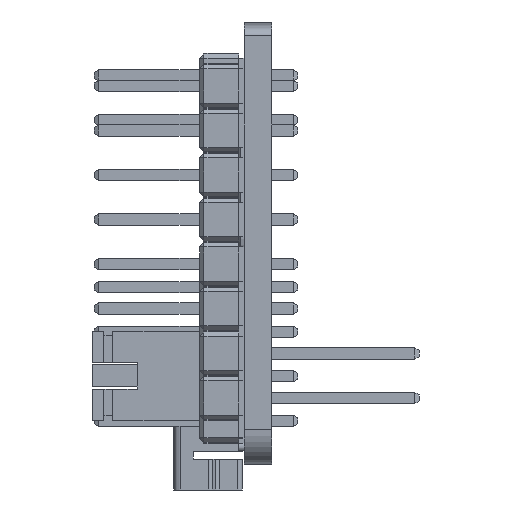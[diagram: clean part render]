
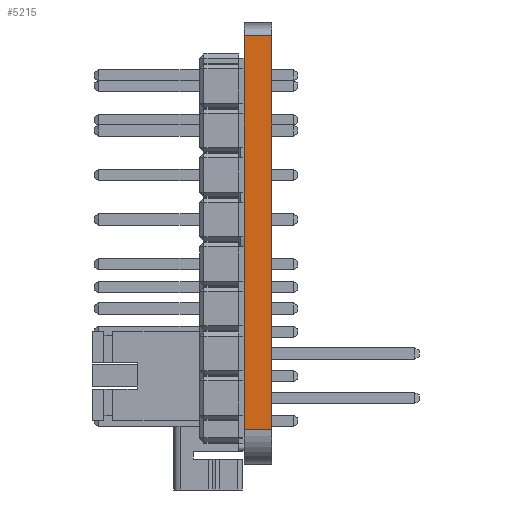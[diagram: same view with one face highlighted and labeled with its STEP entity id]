
A CAD part, left-side view. The second image highlights one B-rep face of the part: STEP entity #5215.
In plain terms, the highlighted planar face has unit normal (-1, 0, 0).
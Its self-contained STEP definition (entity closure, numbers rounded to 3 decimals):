
#3750 = VERTEX_POINT('',#3751);
#3751 = CARTESIAN_POINT('',(-35.,0.,-16.79));
#3757 = EDGE_CURVE('',#3758,#3750,#3760,.T.);
#3758 = VERTEX_POINT('',#3759);
#3759 = CARTESIAN_POINT('',(-35.,0.,-39.25));
#3760 = LINE('',#3761,#3762);
#3761 = CARTESIAN_POINT('',(-35.,0.,-39.25));
#3762 = VECTOR('',#3763,1.);
#3763 = DIRECTION('',(0.,0.,1.));
#4382 = VERTEX_POINT('',#4383);
#4383 = CARTESIAN_POINT('',(-35.,1.58,-16.79));
#4389 = EDGE_CURVE('',#4390,#4382,#4392,.T.);
#4390 = VERTEX_POINT('',#4391);
#4391 = CARTESIAN_POINT('',(-35.,1.58,-39.25));
#4392 = LINE('',#4393,#4394);
#4393 = CARTESIAN_POINT('',(-35.,1.58,-39.25));
#4394 = VECTOR('',#4395,1.);
#4395 = DIRECTION('',(0.,0.,1.));
#5203 = EDGE_CURVE('',#4390,#3758,#5204,.T.);
#5204 = LINE('',#5205,#5206);
#5205 = CARTESIAN_POINT('',(-35.,1.58,-39.25));
#5206 = VECTOR('',#5207,1.);
#5207 = DIRECTION('',(-0.,-1.,-0.));
#5215 = ADVANCED_FACE('',(#5216),#5227,.F.);
#5216 = FACE_BOUND('',#5217,.T.);
#5217 = EDGE_LOOP('',(#5218,#5219,#5225,#5226));
#5218 = ORIENTED_EDGE('',*,*,#3757,.T.);
#5219 = ORIENTED_EDGE('',*,*,#5220,.F.);
#5220 = EDGE_CURVE('',#4382,#3750,#5221,.T.);
#5221 = LINE('',#5222,#5223);
#5222 = CARTESIAN_POINT('',(-35.,1.58,-16.79));
#5223 = VECTOR('',#5224,1.);
#5224 = DIRECTION('',(-0.,-1.,-0.));
#5225 = ORIENTED_EDGE('',*,*,#4389,.F.);
#5226 = ORIENTED_EDGE('',*,*,#5203,.T.);
#5227 = PLANE('',#5228);
#5228 = AXIS2_PLACEMENT_3D('',#5229,#5230,#5231);
#5229 = CARTESIAN_POINT('',(-35.,1.58,-39.25));
#5230 = DIRECTION('',(1.,0.,0.));
#5231 = DIRECTION('',(0.,0.,-1.));
